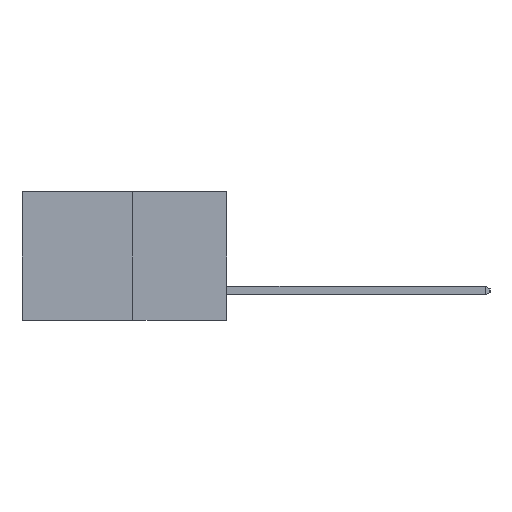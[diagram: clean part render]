
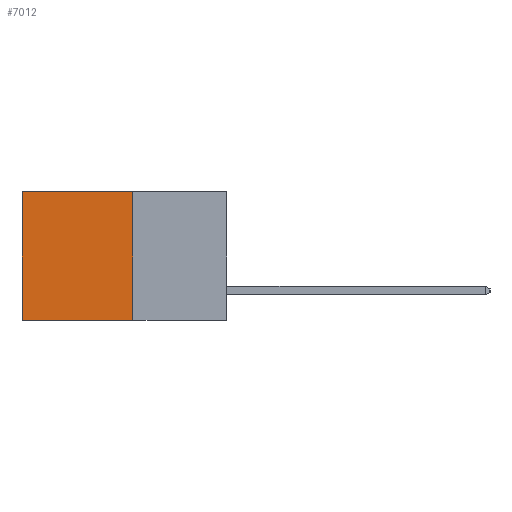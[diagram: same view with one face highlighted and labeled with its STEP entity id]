
A CAD part, left-side view. The second image highlights one B-rep face of the part: STEP entity #7012.
In plain terms, the highlighted planar face has unit normal (-1, 0, 0).
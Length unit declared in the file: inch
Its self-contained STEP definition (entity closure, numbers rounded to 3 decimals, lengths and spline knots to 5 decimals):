
#201 = LINE ( 'NONE', #16456, #14649 ) ;
#969 = CARTESIAN_POINT ( 'NONE',  ( 0.277, 0.59, -0.37 ) ) ;
#1288 = ORIENTED_EDGE ( 'NONE', *, *, #4080, .T. ) ;
#1336 = ORIENTED_EDGE ( 'NONE', *, *, #18088, .F. ) ;
#1830 = VERTEX_POINT ( 'NONE', #969 ) ;
#2352 = LINE ( 'NONE', #17385, #11800 ) ;
#4080 = EDGE_CURVE ( 'NONE', #20030, #4303, #11235, .T. ) ;
#4303 = VERTEX_POINT ( 'NONE', #19243 ) ;
#4755 = ORIENTED_EDGE ( 'NONE', *, *, #18395, .F. ) ;
#6295 = FACE_OUTER_BOUND ( 'NONE', #12796, .T. ) ;
#6464 = LINE ( 'NONE', #13326, #20454 ) ;
#7012 = ADVANCED_FACE ( 'NONE', ( #6295 ), #10952, .F. ) ;
#7298 = CARTESIAN_POINT ( 'NONE',  ( 0.277, 0.27, -0.37 ) ) ;
#9041 = CARTESIAN_POINT ( 'NONE',  ( 0.277, 0.27, -0.37 ) ) ;
#9168 = DIRECTION ( 'NONE',  ( 0., 0., -1. ) ) ;
#10265 = AXIS2_PLACEMENT_3D ( 'NONE', #7298, #20054, #9168 ) ;
#10952 = PLANE ( 'NONE',  #10265 ) ;
#10974 = DIRECTION ( 'NONE',  ( 0., 0., -1. ) ) ;
#11235 = LINE ( 'NONE', #11319, #14940 ) ;
#11319 = CARTESIAN_POINT ( 'NONE',  ( 0.277, 0.27, 0. ) ) ;
#11779 = CARTESIAN_POINT ( 'NONE',  ( 0.277, 0.27, 0. ) ) ;
#11800 = VECTOR ( 'NONE', #19193, 39.37008 ) ;
#12796 = EDGE_LOOP ( 'NONE', ( #20901, #1336, #4755, #1288 ) ) ;
#13326 = CARTESIAN_POINT ( 'NONE',  ( 0.277, 0.59, -0.37 ) ) ;
#13427 = EDGE_CURVE ( 'NONE', #4303, #1830, #6464, .T. ) ;
#14649 = VECTOR ( 'NONE', #10974, 39.37008 ) ;
#14940 = VECTOR ( 'NONE', #22252, 39.37008 ) ;
#15146 = DIRECTION ( 'NONE',  ( 0., 0., -1. ) ) ;
#16456 = CARTESIAN_POINT ( 'NONE',  ( 0.277, 0.27, -0.37 ) ) ;
#17385 = CARTESIAN_POINT ( 'NONE',  ( 0.277, 0.27, -0.37 ) ) ;
#18088 = EDGE_CURVE ( 'NONE', #21962, #1830, #2352, .T. ) ;
#18395 = EDGE_CURVE ( 'NONE', #20030, #21962, #201, .T. ) ;
#19193 = DIRECTION ( 'NONE',  ( 0., 1., 0. ) ) ;
#19243 = CARTESIAN_POINT ( 'NONE',  ( 0.277, 0.59, 0. ) ) ;
#20030 = VERTEX_POINT ( 'NONE', #11779 ) ;
#20054 = DIRECTION ( 'NONE',  ( 1., 0., 0. ) ) ;
#20454 = VECTOR ( 'NONE', #15146, 39.37008 ) ;
#20901 = ORIENTED_EDGE ( 'NONE', *, *, #13427, .T. ) ;
#21962 = VERTEX_POINT ( 'NONE', #9041 ) ;
#22252 = DIRECTION ( 'NONE',  ( 0., 1., 0. ) ) ;
